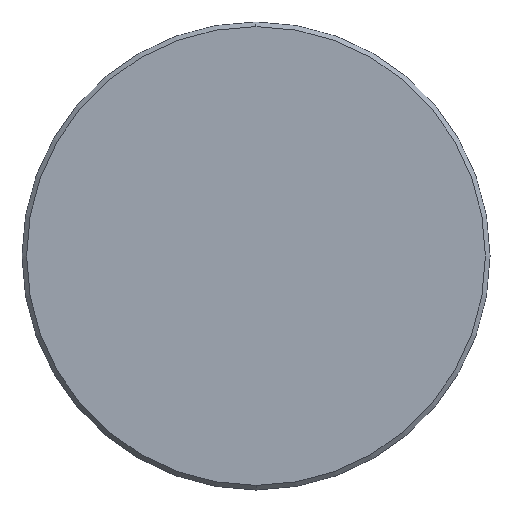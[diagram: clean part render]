
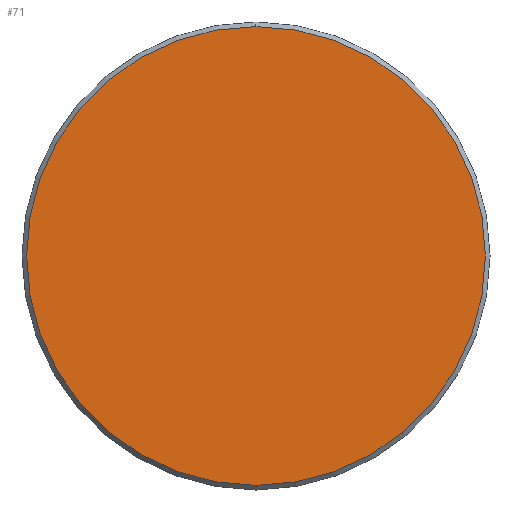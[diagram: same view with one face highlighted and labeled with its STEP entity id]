
A CAD part, left-side view. The second image highlights one B-rep face of the part: STEP entity #71.
In plain terms, the highlighted planar face has unit normal (-1, 0, 0).
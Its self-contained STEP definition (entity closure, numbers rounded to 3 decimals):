
#34 = AXIS2_PLACEMENT_3D ( 'NONE', #220, #372, #313 ) ;
#47 = CIRCLE ( 'NONE', #375, 14.95 ) ;
#54 = VERTEX_POINT ( 'NONE', #624 ) ;
#71 = ADVANCED_FACE ( 'NONE', ( #310 ), #578, .F. ) ;
#188 = DIRECTION ( 'NONE',  ( -1., 0., 0. ) ) ;
#192 = CARTESIAN_POINT ( 'NONE',  ( 0., 0., 0. ) ) ;
#193 = VERTEX_POINT ( 'NONE', #447 ) ;
#220 = CARTESIAN_POINT ( 'NONE',  ( 0., 0., 0. ) ) ;
#245 = DIRECTION ( 'NONE',  ( 0., 0., -1. ) ) ;
#255 = CIRCLE ( 'NONE', #34, 14.95 ) ;
#284 = DIRECTION ( 'NONE',  ( 0., 0., -1. ) ) ;
#310 = FACE_OUTER_BOUND ( 'NONE', #401, .T. ) ;
#313 = DIRECTION ( 'NONE',  ( 0., 0., -1. ) ) ;
#330 = ORIENTED_EDGE ( 'NONE', *, *, #606, .T. ) ;
#372 = DIRECTION ( 'NONE',  ( -1., 0., 0. ) ) ;
#375 = AXIS2_PLACEMENT_3D ( 'NONE', #192, #188, #245 ) ;
#401 = EDGE_LOOP ( 'NONE', ( #330, #440 ) ) ;
#430 = EDGE_CURVE ( 'NONE', #54, #193, #255, .T. ) ;
#440 = ORIENTED_EDGE ( 'NONE', *, *, #430, .T. ) ;
#447 = CARTESIAN_POINT ( 'NONE',  ( 0., 0., -14.95 ) ) ;
#522 = DIRECTION ( 'NONE',  ( 1., 0., 0. ) ) ;
#535 = AXIS2_PLACEMENT_3D ( 'NONE', #579, #522, #284 ) ;
#578 = PLANE ( 'NONE',  #535 ) ;
#579 = CARTESIAN_POINT ( 'NONE',  ( 0., 0., 0. ) ) ;
#606 = EDGE_CURVE ( 'NONE', #193, #54, #47, .T. ) ;
#624 = CARTESIAN_POINT ( 'NONE',  ( 0., 0., 14.95 ) ) ;
